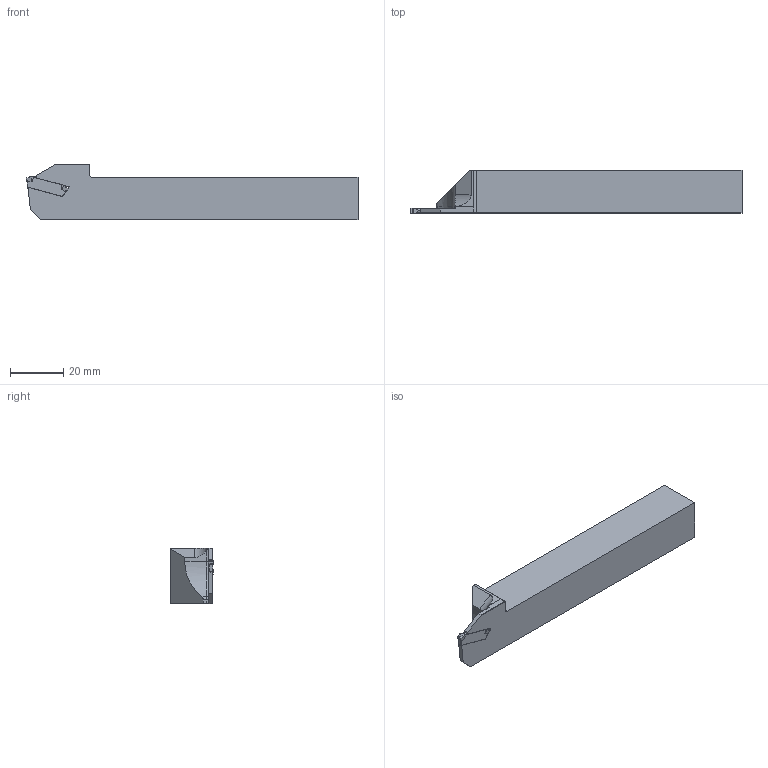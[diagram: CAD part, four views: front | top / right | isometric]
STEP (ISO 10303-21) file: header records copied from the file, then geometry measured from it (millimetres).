
FILE_DESCRIPTION(/* description */ (''),/* implementation_level */ '2;1');
FILE_NAME(/* name */ 'ADKT-WGX16-R-1616-2-R16-K-S.stp',/* time_stamp */ '2023-10-19T17:03:09+03:00',/* author */ (''),/* organization */ (''),/* preprocessor_version */ 'ST-DEVELOPER v19.4',/* originating_system */ 'SIEMENS PLM Software NX2306.3001',/* authorisation */ '');
FILE_SCHEMA (('AUTOMOTIVE_DESIGN { 1 0 10303 214 3 1 1 1 }'));
Length unit declared in the file: millimetre
Products named in the file (1): ADKT-WGX16-R-1616-2-R16-K-S_objects
Bounding box: 125 x 16.23 x 21 mm (x, y, z)
Volume: 28582.3 mm3; surface area: 8275.8 mm2
Topology: 2 solids, 2 shells, 86 faces, 237 edges, 155 vertices
Faces by surface type: plane 50, cylinder 32, bspline 4
Entity records: 2934 total; most frequent: CARTESIAN_POINT 695, ORIENTED_EDGE 474, DIRECTION 446, EDGE_CURVE 237, LINE 156, VECTOR 156, VERTEX_POINT 155, AXIS2_PLACEMENT_3D 145
